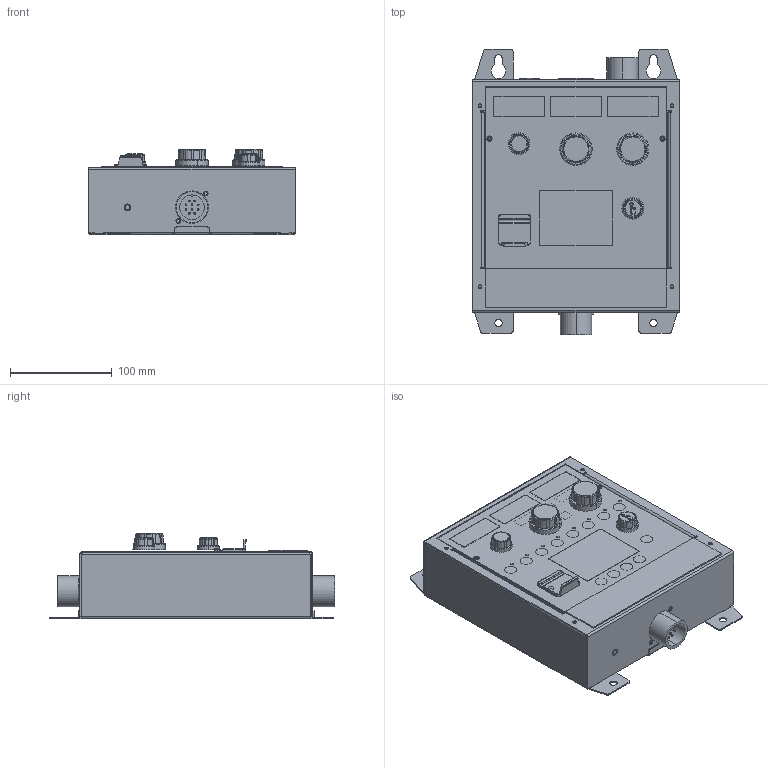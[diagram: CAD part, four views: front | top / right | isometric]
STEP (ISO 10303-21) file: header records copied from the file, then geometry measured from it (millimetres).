
FILE_DESCRIPTION (( 'STEP AP214' ), '1' );
FILE_NAME ('301227.STEP', '2018-03-19T13:46:28', ( 'Windows User' ), ( 'IT' ), 'SwSTEP 2.0', 'SolidWorks 2017', '' );
FILE_SCHEMA (( 'AUTOMOTIVE_DESIGN' ));
Length unit declared in the file: inch
Products named in the file (27): 272260; 276689; 272261; 266072; 250955; 251695; 269635; 232924; 255036; 210530; 262437a; 269636; 261440; 270169; 261838; 267033_installed tail; 266850_266850; 301227; 264346; 196013; 269555; 267343; 230052; 266591
Assembly tree (40 placements, depth 5):
  301227
    269636
      269636
      270169  x4
    269635
      269635
      255036  x2
      270169  x2
    266850_266850
      272260
        266072
          266072
          250955  x6
        272261
        276689
      266591  x2
      230052
      267343
      269555
      196013  x2
      264346  x2
    267033_installed tail
    261838
    262437a
      261440
    210530
    232924
    251695
Bounding box: 203.21 x 280.66 x 83.91 mm (x, y, z)
Volume: 332079.7 mm3; surface area: 607361 mm2
Topology: 82 solids, 82 shells, 4538 faces, 12471 edges, 8119 vertices
Faces by surface type: plane 3009, cylinder 1132, cone 201, bspline 102, torus 74, sphere 20
Entity records: 155097 total; most frequent: CARTESIAN_POINT 27349, ORIENTED_EDGE 22392, DIRECTION 20829, EDGE_CURVE 11196, VECTOR 8445, LINE 8445, VERTEX_POINT 7313, AXIS2_PLACEMENT_3D 6192
